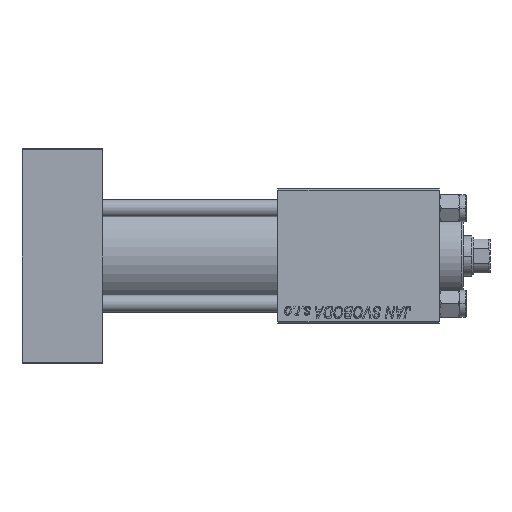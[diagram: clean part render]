
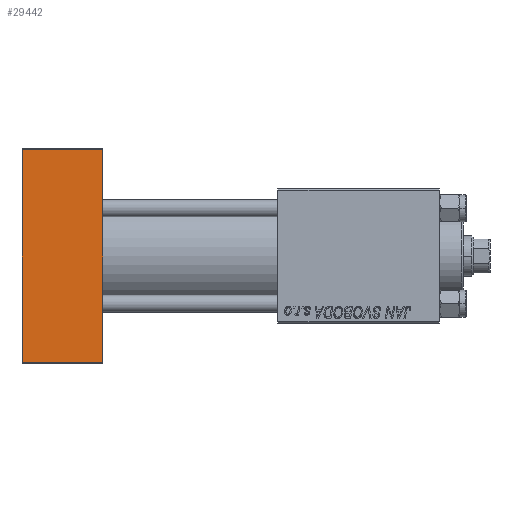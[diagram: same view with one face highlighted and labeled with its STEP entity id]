
A CAD part, front view. The second image highlights one B-rep face of the part: STEP entity #29442.
In plain terms, the highlighted planar face has unit normal (0, -1, 0).
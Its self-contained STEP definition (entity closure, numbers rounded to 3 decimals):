
#106 = LINE ( 'NONE', #30668, #29408 ) ;
#7900 = CARTESIAN_POINT ( 'NONE',  ( 24., -20., -31.5 ) ) ;
#7999 = LINE ( 'NONE', #9195, #11079 ) ;
#9195 = CARTESIAN_POINT ( 'NONE',  ( 24., -20., 32. ) ) ;
#10271 = PLANE ( 'NONE',  #48035 ) ;
#11079 = VECTOR ( 'NONE', #47325, 1000. ) ;
#12620 = CARTESIAN_POINT ( 'NONE',  ( 0., -20., -31.5 ) ) ;
#15530 = CARTESIAN_POINT ( 'NONE',  ( 24., -20., 32. ) ) ;
#16306 = DIRECTION ( 'NONE',  ( 1., 0., 0. ) ) ;
#19045 = FACE_OUTER_BOUND ( 'NONE', #21358, .T. ) ;
#20560 = ORIENTED_EDGE ( 'NONE', *, *, #25875, .T. ) ;
#21208 = DIRECTION ( 'NONE',  ( -1., 0., 0. ) ) ;
#21358 = EDGE_LOOP ( 'NONE', ( #44973, #20560, #42289, #23357 ) ) ;
#23357 = ORIENTED_EDGE ( 'NONE', *, *, #33663, .T. ) ;
#24364 = CARTESIAN_POINT ( 'NONE',  ( 24., -20., -31.5 ) ) ;
#25875 = EDGE_CURVE ( 'NONE', #46286, #26225, #42554, .T. ) ;
#26225 = VERTEX_POINT ( 'NONE', #7900 ) ;
#26610 = DIRECTION ( 'NONE',  ( 0., 1., 0. ) ) ;
#26666 = CARTESIAN_POINT ( 'NONE',  ( 0., -20., 31.5 ) ) ;
#28264 = EDGE_CURVE ( 'NONE', #31002, #46286, #106, .T. ) ;
#29408 = VECTOR ( 'NONE', #49581, 1000. ) ;
#29442 = ADVANCED_FACE ( 'NONE', ( #19045 ), #10271, .F. ) ;
#30668 = CARTESIAN_POINT ( 'NONE',  ( 0., -20., 32. ) ) ;
#31002 = VERTEX_POINT ( 'NONE', #26666 ) ;
#31835 = CARTESIAN_POINT ( 'NONE',  ( 24., -20., 31.5 ) ) ;
#32680 = CARTESIAN_POINT ( 'NONE',  ( 24., -20., 31.5 ) ) ;
#33663 = EDGE_CURVE ( 'NONE', #37395, #31002, #35128, .T. ) ;
#34420 = VECTOR ( 'NONE', #21208, 1000. ) ;
#35128 = LINE ( 'NONE', #31835, #34420 ) ;
#35796 = VECTOR ( 'NONE', #16306, 1000. ) ;
#37395 = VERTEX_POINT ( 'NONE', #32680 ) ;
#38058 = EDGE_CURVE ( 'NONE', #37395, #26225, #7999, .T. ) ;
#42289 = ORIENTED_EDGE ( 'NONE', *, *, #38058, .F. ) ;
#42554 = LINE ( 'NONE', #24364, #35796 ) ;
#44973 = ORIENTED_EDGE ( 'NONE', *, *, #28264, .T. ) ;
#46286 = VERTEX_POINT ( 'NONE', #12620 ) ;
#47325 = DIRECTION ( 'NONE',  ( 0., 0., -1. ) ) ;
#48035 = AXIS2_PLACEMENT_3D ( 'NONE', #15530, #26610, #49589 ) ;
#49581 = DIRECTION ( 'NONE',  ( 0., 0., -1. ) ) ;
#49589 = DIRECTION ( 'NONE',  ( 0., 0., 1. ) ) ;
